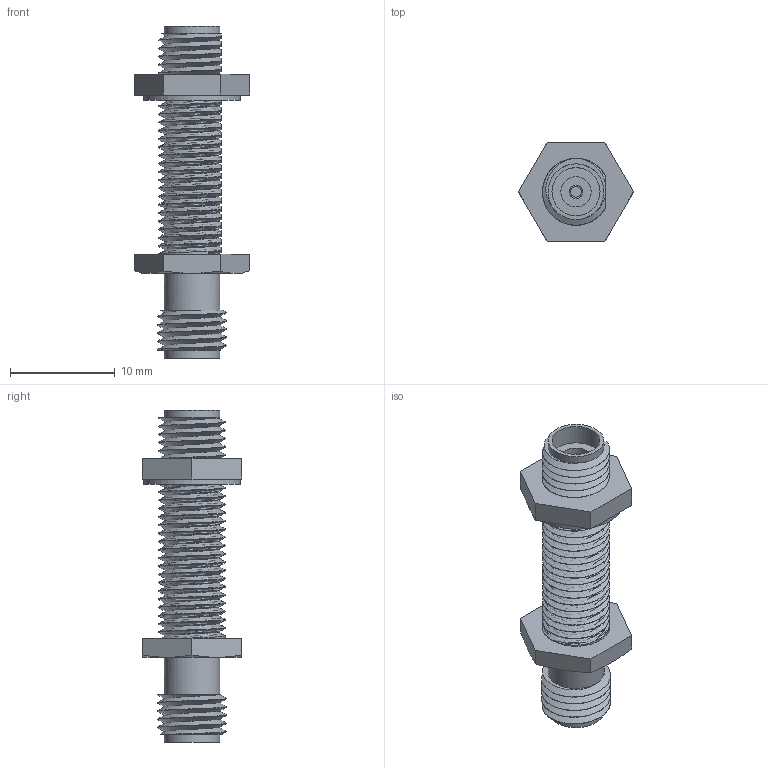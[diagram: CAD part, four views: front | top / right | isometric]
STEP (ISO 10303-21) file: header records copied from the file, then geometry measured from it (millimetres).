
FILE_DESCRIPTION(/* description */ ('Alibre Inc.'),/* implementation_level */ '2;1');
FILE_NAME(/* name */ 'export-642FB926-AD83-40CF-AC1B-9BD1440F7096',/* time_stamp */ '2022-04-25T15:20:07-05:00',/* author */ (''),/* organization */ (''),/* preprocessor_version */ 'ST-DEVELOPER v17',/* originating_system */ 'Alibre',/* authorisation */ '');
FILE_SCHEMA (('AUTOMOTIVE_DESIGN'));
Length unit declared in the file: inch
Bounding box: 11 x 9.53 x 31.75 mm (x, y, z)
Volume: 933.4 mm3; surface area: 1441.7 mm2
Topology: 1 solids, 1 shells, 116 faces, 296 edges, 196 vertices
Faces by surface type: plane 60, cylinder 40, cone 8, bspline 8
Full cylindrical faces by diameter (mm): 1.026 x2, 1.27 x2, 2.896 x2, 4.597 x2, 5.334 x3, 6.807 x1, 9.271 x1
Entity records: 13891 total; most frequent: CARTESIAN_POINT 11733, ORIENTED_EDGE 560, EDGE_CURVE 280, DIRECTION 246, VERTEX_POINT 193, EDGE_LOOP 143, FACE_BOUND 143, ADVANCED_FACE 116
